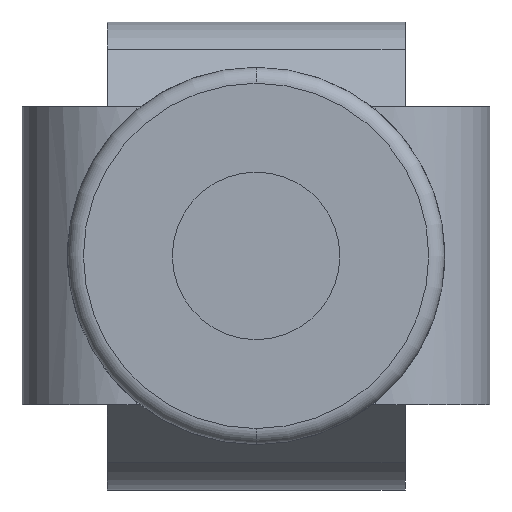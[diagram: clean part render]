
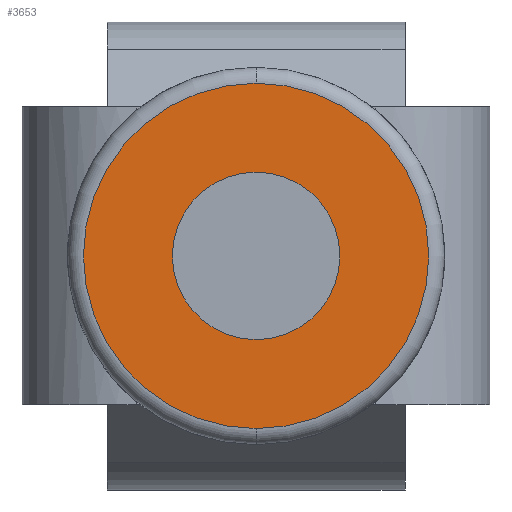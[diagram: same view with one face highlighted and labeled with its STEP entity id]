
A CAD part, front view. The second image highlights one B-rep face of the part: STEP entity #3653.
In plain terms, the highlighted planar face has unit normal (0, -1, 0).
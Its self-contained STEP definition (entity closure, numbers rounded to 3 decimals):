
#50 = EDGE_CURVE ( 'NONE', #1314, #3365, #2116, .T. ) ;
#82 = EDGE_CURVE ( 'NONE', #2131, #1962, #384, .T. ) ;
#87 = AXIS2_PLACEMENT_3D ( 'NONE', #237, #808, #819 ) ;
#237 = CARTESIAN_POINT ( 'NONE',  ( -22.433, -15.15, 0. ) ) ;
#271 = DIRECTION ( 'NONE',  ( 0., 0., 1. ) ) ;
#313 = AXIS2_PLACEMENT_3D ( 'NONE', #3726, #2014, #271 ) ;
#384 = CIRCLE ( 'NONE', #861, 4. ) ;
#430 = CARTESIAN_POINT ( 'NONE',  ( -22.433, -15.15, 8.242 ) ) ;
#516 = CARTESIAN_POINT ( 'NONE',  ( -22.433, -15.15, -4. ) ) ;
#539 = EDGE_CURVE ( 'NONE', #1962, #2131, #3714, .T. ) ;
#689 = FACE_BOUND ( 'NONE', #2470, .T. ) ;
#808 = DIRECTION ( 'NONE',  ( 0., -1., 0. ) ) ;
#819 = DIRECTION ( 'NONE',  ( 0., 0., 1. ) ) ;
#861 = AXIS2_PLACEMENT_3D ( 'NONE', #3140, #2818, #3128 ) ;
#900 = DIRECTION ( 'NONE',  ( 0., 1., 0. ) ) ;
#916 = CARTESIAN_POINT ( 'NONE',  ( -22.433, -15.15, 4. ) ) ;
#1314 = VERTEX_POINT ( 'NONE', #2278 ) ;
#1408 = CARTESIAN_POINT ( 'NONE',  ( -22.433, -15.15, 0. ) ) ;
#1420 = DIRECTION ( 'NONE',  ( 0., -1., 0. ) ) ;
#1434 = DIRECTION ( 'NONE',  ( 0., 0., 1. ) ) ;
#1666 = ORIENTED_EDGE ( 'NONE', *, *, #50, .T. ) ;
#1715 = AXIS2_PLACEMENT_3D ( 'NONE', #1408, #1420, #1434 ) ;
#1962 = VERTEX_POINT ( 'NONE', #516 ) ;
#2014 = DIRECTION ( 'NONE',  ( 0., -1., 0. ) ) ;
#2063 = CARTESIAN_POINT ( 'NONE',  ( -22.433, -15.15, 0. ) ) ;
#2116 = CIRCLE ( 'NONE', #87, 8.242 ) ;
#2131 = VERTEX_POINT ( 'NONE', #916 ) ;
#2237 = FACE_OUTER_BOUND ( 'NONE', #2279, .T. ) ;
#2278 = CARTESIAN_POINT ( 'NONE',  ( -22.433, -15.15, -8.242 ) ) ;
#2279 = EDGE_LOOP ( 'NONE', ( #3100, #1666 ) ) ;
#2352 = PLANE ( 'NONE',  #2965 ) ;
#2470 = EDGE_LOOP ( 'NONE', ( #3474, #3477 ) ) ;
#2818 = DIRECTION ( 'NONE',  ( 0., -1., 0. ) ) ;
#2912 = DIRECTION ( 'NONE',  ( 0., 0., 1. ) ) ;
#2965 = AXIS2_PLACEMENT_3D ( 'NONE', #2063, #900, #2912 ) ;
#2987 = EDGE_CURVE ( 'NONE', #3365, #1314, #3729, .T. ) ;
#3100 = ORIENTED_EDGE ( 'NONE', *, *, #2987, .T. ) ;
#3128 = DIRECTION ( 'NONE',  ( 0., 0., 1. ) ) ;
#3140 = CARTESIAN_POINT ( 'NONE',  ( -22.433, -15.15, 0. ) ) ;
#3365 = VERTEX_POINT ( 'NONE', #430 ) ;
#3474 = ORIENTED_EDGE ( 'NONE', *, *, #539, .F. ) ;
#3477 = ORIENTED_EDGE ( 'NONE', *, *, #82, .F. ) ;
#3653 = ADVANCED_FACE ( 'NONE', ( #2237, #689 ), #2352, .F. ) ;
#3714 = CIRCLE ( 'NONE', #1715, 4. ) ;
#3726 = CARTESIAN_POINT ( 'NONE',  ( -22.433, -15.15, 0. ) ) ;
#3729 = CIRCLE ( 'NONE', #313, 8.242 ) ;
